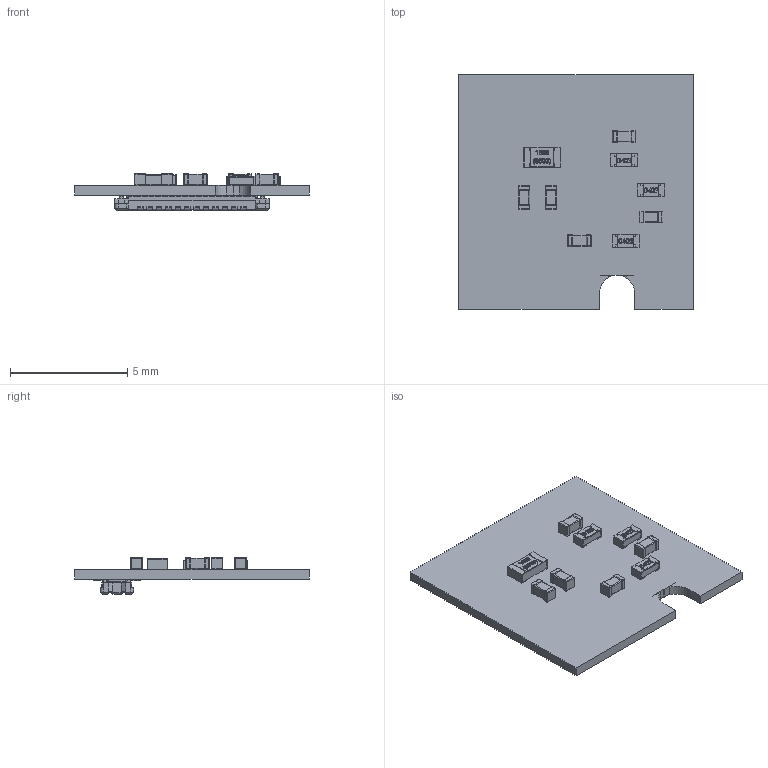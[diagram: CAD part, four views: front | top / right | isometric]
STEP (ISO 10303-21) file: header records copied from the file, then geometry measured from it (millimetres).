
FILE_DESCRIPTION(('Open CASCADE Model'),'2;1');
FILE_NAME('Open CASCADE Shape Model','2021-11-08T16:54:22',('Author'),( 'Open CASCADE'),'Open CASCADE STEP processor 6.8','Open CASCADE 6.8' ,'Unknown');
FILE_SCHEMA(('AUTOMOTIVE_DESIGN { 1 0 10303 214 1 1 1 1 }'));
Length unit declared in the file: millimetre
Products named in the file (18): PCB; Board; Open CASCADE STEP translator 6.8 1.1.1; Open CASCADE STEP translator 6.8 1.1.1.1; C5; C0402; C4; C3; J1; axe624124; R4; RES_1005-0402; R3; R2; R1; RES1608; C2; C1
Assembly tree (23 placements, depth 4):
  PCB
    Board
      Open CASCADE STEP translator 6.8 1.1.1
        Open CASCADE STEP translator 6.8 1.1.1.1
    C5
      C0402
    C4
      C0402
    C3
      C0402
    J1
      axe624124
    R4
      RES_1005-0402
    R3
      RES_1005-0402
    R2
      RES_1005-0402
    R1
      RES1608
    C2
      C0402
    C1
      C0402
Bounding box: 10 x 10 x 1.57 mm (x, y, z)
Volume: 45.5 mm3; surface area: 281.9 mm2
Topology: 20 solids, 20 shells, 1422 faces, 3586 edges, 2190 vertices
Faces by surface type: plane 754, bspline 306, cylinder 264, sphere 90, cone 4, torus 4
Entity records: 33615 total; most frequent: CARTESIAN_POINT 9171, ORIENTED_EDGE 4904, DIRECTION 3885, EDGE_CURVE 2452, LINE 1725, VECTOR 1725, VERTEX_POINT 1562, AXIS2_PLACEMENT_3D 1080
